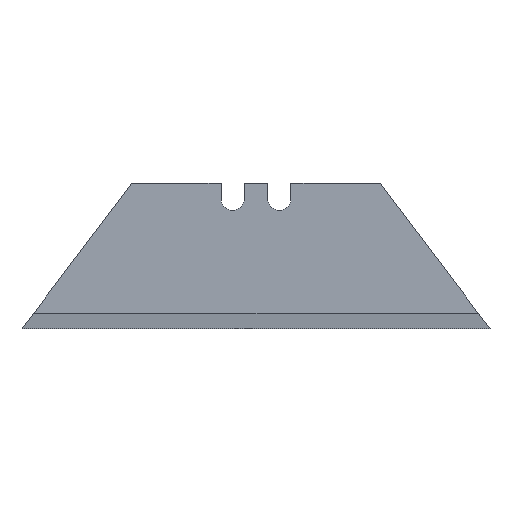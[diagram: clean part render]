
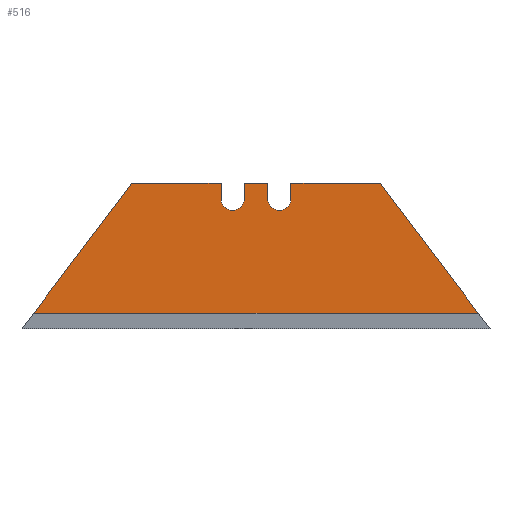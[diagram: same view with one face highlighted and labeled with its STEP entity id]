
A CAD part, top view. The second image highlights one B-rep face of the part: STEP entity #516.
In plain terms, the highlighted planar face has unit normal (0, 0, 1).
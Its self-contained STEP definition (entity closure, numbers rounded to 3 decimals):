
#122=CARTESIAN_POINT('',(16.,18.7,0.6));
#123=VERTEX_POINT('',#122);
#130=CARTESIAN_POINT('',(28.614,2.,0.6));
#131=VERTEX_POINT('',#130);
#132=CARTESIAN_POINT('',(16.,18.7,0.6));
#133=DIRECTION('',(0.603,-0.798,0.0));
#134=VECTOR('',#133,20.929);
#135=LINE('',#132,#134);
#136=EDGE_CURVE('',#123,#131,#135,.T.);
#152=CARTESIAN_POINT('',(-28.614,2.,0.6));
#153=VERTEX_POINT('',#152);
#162=CARTESIAN_POINT('',(28.614,2.,0.6));
#163=DIRECTION('',(-1.0,0.0,0.0));
#164=VECTOR('',#163,57.229);
#165=LINE('',#162,#164);
#166=EDGE_CURVE('',#131,#153,#165,.T.);
#178=CARTESIAN_POINT('',(-16.,18.7,0.6));
#179=VERTEX_POINT('',#178);
#180=CARTESIAN_POINT('',(-28.614,2.,0.6));
#181=DIRECTION('',(0.603,0.798,0.0));
#182=VECTOR('',#181,20.929);
#183=LINE('',#180,#182);
#184=EDGE_CURVE('',#153,#179,#183,.T.);
#208=CARTESIAN_POINT('',(-4.5,18.7,0.6));
#209=VERTEX_POINT('',#208);
#210=CARTESIAN_POINT('',(-16.,18.7,0.6));
#211=DIRECTION('',(1.0,0.0,0.0));
#212=VECTOR('',#211,11.5);
#213=LINE('',#210,#212);
#214=EDGE_CURVE('',#179,#209,#213,.T.);
#239=CARTESIAN_POINT('',(-4.5,16.7,0.6));
#240=VERTEX_POINT('',#239);
#241=CARTESIAN_POINT('',(-4.5,18.7,0.6));
#242=DIRECTION('',(0.0,-1.0,0.0));
#243=VECTOR('',#242,2.0);
#244=LINE('',#241,#243);
#245=EDGE_CURVE('',#209,#240,#244,.T.);
#270=CARTESIAN_POINT('',(-1.5,16.7,0.6));
#271=VERTEX_POINT('',#270);
#272=CARTESIAN_POINT('',(-3.0,16.7,0.6));
#273=DIRECTION('',(0.0,0.0,1.0));
#274=DIRECTION('',(1.0,0.0,0.0));
#275=AXIS2_PLACEMENT_3D('',#272,#273,#274);
#276=CIRCLE('',#275,1.5);
#277=EDGE_CURVE('',#240,#271,#276,.T.);
#303=CARTESIAN_POINT('',(-1.5,18.7,0.6));
#304=VERTEX_POINT('',#303);
#305=CARTESIAN_POINT('',(-1.5,16.7,0.6));
#306=DIRECTION('',(0.0,1.0,0.0));
#307=VECTOR('',#306,2.0);
#308=LINE('',#305,#307);
#309=EDGE_CURVE('',#271,#304,#308,.T.);
#334=CARTESIAN_POINT('',(1.5,18.7,0.6));
#335=VERTEX_POINT('',#334);
#336=CARTESIAN_POINT('',(-1.5,18.7,0.6));
#337=DIRECTION('',(1.0,0.0,0.0));
#338=VECTOR('',#337,3.);
#339=LINE('',#336,#338);
#340=EDGE_CURVE('',#304,#335,#339,.T.);
#365=CARTESIAN_POINT('',(1.5,16.7,0.6));
#366=VERTEX_POINT('',#365);
#367=CARTESIAN_POINT('',(1.5,18.7,0.6));
#368=DIRECTION('',(0.0,-1.0,0.0));
#369=VECTOR('',#368,2.0);
#370=LINE('',#367,#369);
#371=EDGE_CURVE('',#335,#366,#370,.T.);
#396=CARTESIAN_POINT('',(4.5,16.7,0.6));
#397=VERTEX_POINT('',#396);
#398=CARTESIAN_POINT('',(3.,16.7,0.6));
#399=DIRECTION('',(0.0,0.0,1.0));
#400=DIRECTION('',(1.0,0.0,0.0));
#401=AXIS2_PLACEMENT_3D('',#398,#399,#400);
#402=CIRCLE('',#401,1.5);
#403=EDGE_CURVE('',#366,#397,#402,.T.);
#429=CARTESIAN_POINT('',(4.5,18.7,0.6));
#430=VERTEX_POINT('',#429);
#431=CARTESIAN_POINT('',(4.5,16.7,0.6));
#432=DIRECTION('',(0.0,1.0,0.0));
#433=VECTOR('',#432,2.0);
#434=LINE('',#431,#433);
#435=EDGE_CURVE('',#397,#430,#434,.T.);
#460=CARTESIAN_POINT('',(4.5,18.7,0.6));
#461=DIRECTION('',(1.0,0.0,0.0));
#462=VECTOR('',#461,11.5);
#463=LINE('',#460,#462);
#464=EDGE_CURVE('',#430,#123,#463,.T.);
#497=CARTESIAN_POINT('',(0.,8.073,0.6));
#498=DIRECTION('',(0.0,0.0,1.0));
#499=DIRECTION('',(1.0,0.0,0.0));
#500=AXIS2_PLACEMENT_3D('',#497,#498,#499);
#501=PLANE('',#500);
#502=ORIENTED_EDGE('',*,*,#166,.F.);
#503=ORIENTED_EDGE('',*,*,#136,.F.);
#504=ORIENTED_EDGE('',*,*,#464,.F.);
#505=ORIENTED_EDGE('',*,*,#435,.F.);
#506=ORIENTED_EDGE('',*,*,#403,.F.);
#507=ORIENTED_EDGE('',*,*,#371,.F.);
#508=ORIENTED_EDGE('',*,*,#340,.F.);
#509=ORIENTED_EDGE('',*,*,#309,.F.);
#510=ORIENTED_EDGE('',*,*,#277,.F.);
#511=ORIENTED_EDGE('',*,*,#245,.F.);
#512=ORIENTED_EDGE('',*,*,#214,.F.);
#513=ORIENTED_EDGE('',*,*,#184,.F.);
#514=EDGE_LOOP('',(#502,#503,#504,#505,#506,#507,#508,#509,#510,#511,#512,#513));
#515=FACE_OUTER_BOUND('',#514,.T.);
#516=ADVANCED_FACE('',(#515),#501,.T.);
